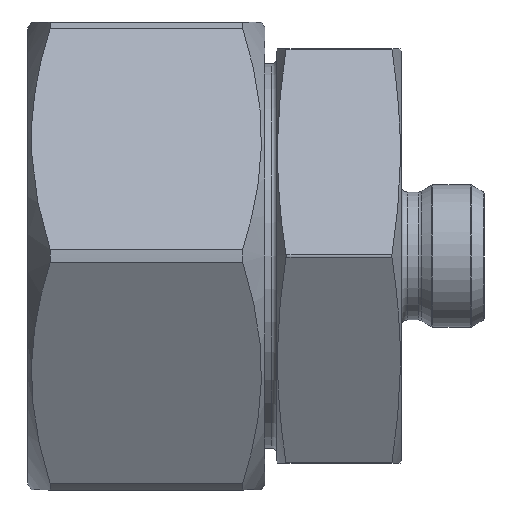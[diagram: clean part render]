
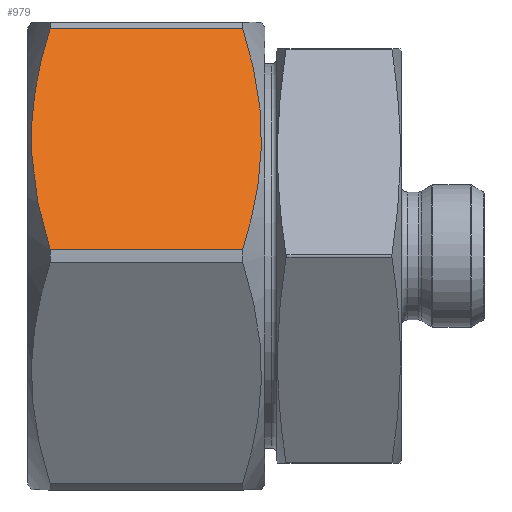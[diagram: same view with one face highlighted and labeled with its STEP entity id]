
A CAD part, front view. The second image highlights one B-rep face of the part: STEP entity #979.
In plain terms, the highlighted face is planar.
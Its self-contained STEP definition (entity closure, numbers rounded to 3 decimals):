
#804=LINE('',#3056,#828);
#806=LINE('',#3062,#830);
#828=VECTOR('',#2186,1.);
#830=VECTOR('',#2192,1.);
#871=PLANE('',#1960);
#898=FACE_OUTER_BOUND('',#1230,.T.);
#979=ADVANCED_FACE('',(#898),#871,.F.);
#1230=EDGE_LOOP('',(#1490,#1491,#1492,#1493));
#1490=ORIENTED_EDGE('',*,*,#1727,.T.);
#1491=ORIENTED_EDGE('',*,*,#1712,.T.);
#1492=ORIENTED_EDGE('',*,*,#1724,.T.);
#1493=ORIENTED_EDGE('',*,*,#1743,.T.);
#1589=VERTEX_POINT('',#2997);
#1590=VERTEX_POINT('',#2998);
#1601=VERTEX_POINT('',#3057);
#1603=VERTEX_POINT('',#3063);
#1712=EDGE_CURVE('',#1589,#1590,#1802,.T.);
#1724=EDGE_CURVE('',#1590,#1601,#804,.T.);
#1727=EDGE_CURVE('',#1603,#1589,#806,.T.);
#1743=EDGE_CURVE('',#1601,#1603,#1808,.T.);
#1802=B_SPLINE_CURVE_WITH_KNOTS('',3,(#2989,#2990,#2991,#2992,#2993,#2994,
#2995,#2996),.UNSPECIFIED.,.F.,.F.,(4,2,2,4),(0.,0.25,0.5,1.),
 .UNSPECIFIED.);
#1808=B_SPLINE_CURVE_WITH_KNOTS('',3,(#3094,#3095,#3096,#3097,#3098,#3099,
#3100,#3101),.UNSPECIFIED.,.F.,.F.,(4,2,2,4),(0.,0.5,0.75,1.),
 .UNSPECIFIED.);
#1960=AXIS2_PLACEMENT_3D('',#3264,#2276,#2277);
#2186=DIRECTION('',(1.,0.,0.));
#2192=DIRECTION('',(-1.,0.,0.));
#2276=DIRECTION('',(0.,1.,0.));
#2277=DIRECTION('',(0.,0.,1.));
#2989=CARTESIAN_POINT('',(3.753,-39.5,21.558));
#2990=CARTESIAN_POINT('',(2.787,-39.5,18.068));
#2991=CARTESIAN_POINT('',(1.989,-39.5,14.532));
#2992=CARTESIAN_POINT('',(0.88,-39.5,7.328));
#2993=CARTESIAN_POINT('',(0.577,-39.5,3.64));
#2994=CARTESIAN_POINT('',(0.577,-39.5,-7.274));
#2995=CARTESIAN_POINT('',(1.808,-39.5,-14.525));
#2996=CARTESIAN_POINT('',(3.753,-39.5,-21.558));
#2997=CARTESIAN_POINT('',(3.753,-39.5,21.558));
#2998=CARTESIAN_POINT('',(3.753,-39.5,-21.558));
#3056=CARTESIAN_POINT('',(0.,-39.5,-21.558));
#3057=CARTESIAN_POINT('',(36.247,-39.5,-21.558));
#3062=CARTESIAN_POINT('',(0.,-39.5,21.558));
#3063=CARTESIAN_POINT('',(36.247,-39.5,21.558));
#3094=CARTESIAN_POINT('',(36.247,-39.5,-21.558));
#3095=CARTESIAN_POINT('',(38.192,-39.5,-14.525));
#3096=CARTESIAN_POINT('',(39.423,-39.5,-7.274));
#3097=CARTESIAN_POINT('',(39.423,-39.5,3.64));
#3098=CARTESIAN_POINT('',(39.12,-39.5,7.328));
#3099=CARTESIAN_POINT('',(38.011,-39.5,14.532));
#3100=CARTESIAN_POINT('',(37.213,-39.5,18.068));
#3101=CARTESIAN_POINT('',(36.247,-39.5,21.558));
#3264=CARTESIAN_POINT('',(40.,-39.5,22.805));
